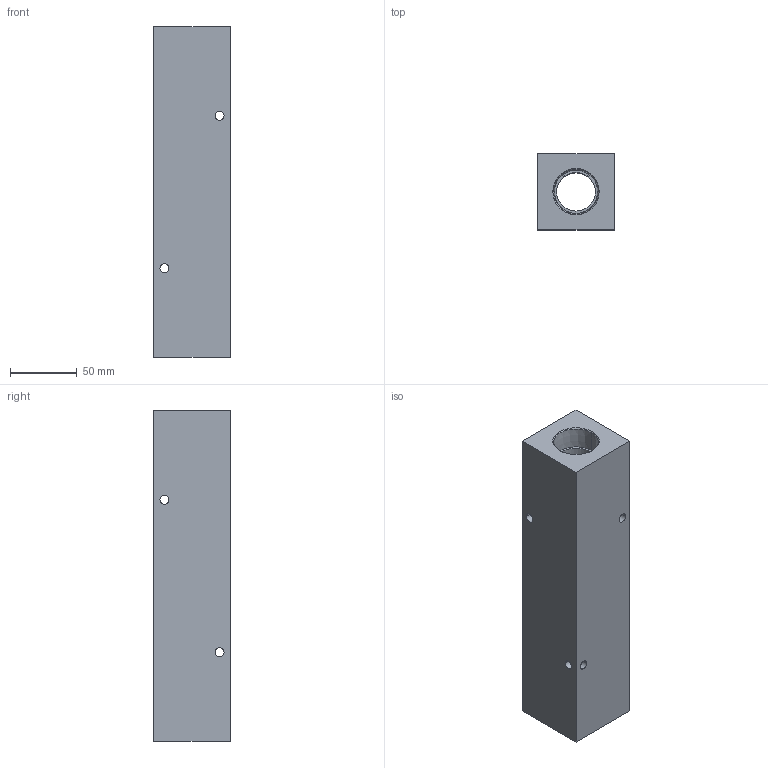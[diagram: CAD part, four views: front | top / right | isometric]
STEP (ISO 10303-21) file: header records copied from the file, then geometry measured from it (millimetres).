
FILE_DESCRIPTION (( 'STEP AP203' ), '1' );
FILE_NAME ('MRA-4GE.step', '2015-12-02T21:09:01', ( '' ), ( '' ), 'SwSTEP 2.0', 'SolidWorks 2015', '' );
FILE_SCHEMA (( 'CONFIG_CONTROL_DESIGN' ));
Length unit declared in the file: inch
Products named in the file (1): MRA-4GE
Bounding box: 57.15 x 57.15 x 247.65 mm (x, y, z)
Volume: 611218.7 mm3; surface area: 90579.3 mm2
Topology: 1 solids, 1 shells, 62 faces, 150 edges, 92 vertices
Faces by surface type: cylinder 26, cone 24, plane 12
Entity records: 2281 total; most frequent: CARTESIAN_POINT 721, DIRECTION 316, ORIENTED_EDGE 300, EDGE_CURVE 150, AXIS2_PLACEMENT_3D 127, VERTEX_POINT 92, EDGE_LOOP 86, CIRCLE 64
